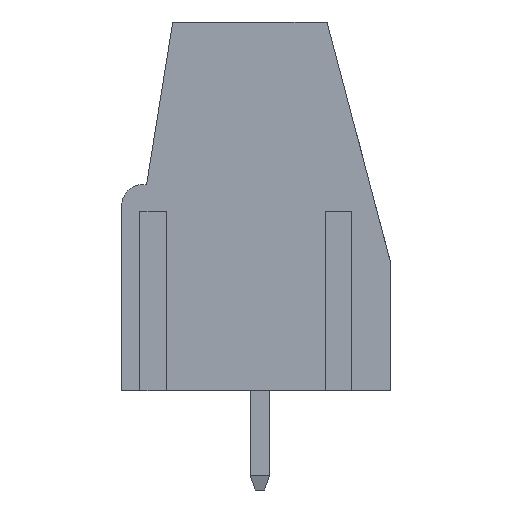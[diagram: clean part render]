
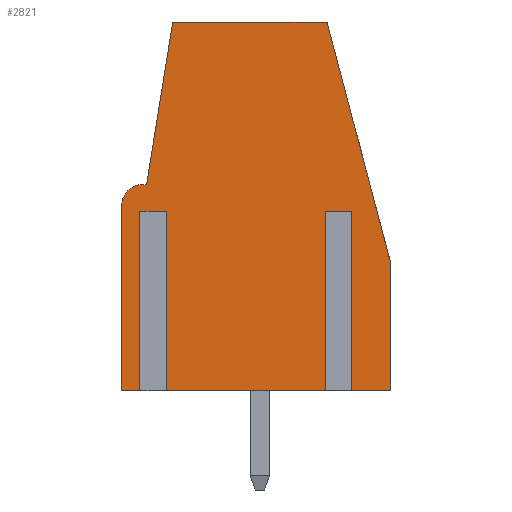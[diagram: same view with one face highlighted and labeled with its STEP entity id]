
A CAD part, left-side view. The second image highlights one B-rep face of the part: STEP entity #2821.
In plain terms, the highlighted planar face has unit normal (-1, 0, 0).
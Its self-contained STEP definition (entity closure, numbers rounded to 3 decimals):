
#15 = LINE ( 'NONE', #2804, #187 ) ;
#34 = EDGE_CURVE ( 'NONE', #2507, #1701, #859, .T. ) ;
#52 = DIRECTION ( 'NONE',  ( 0., 0., 1. ) ) ;
#57 = LINE ( 'NONE', #1666, #2323 ) ;
#122 = LINE ( 'NONE', #1120, #2355 ) ;
#123 = CARTESIAN_POINT ( 'NONE',  ( -7.54, -3.5, 6.9 ) ) ;
#130 = DIRECTION ( 'NONE',  ( 0., -1., 0. ) ) ;
#187 = VECTOR ( 'NONE', #1429, 1000. ) ;
#189 = LINE ( 'NONE', #374, #1997 ) ;
#205 = EDGE_LOOP ( 'NONE', ( #2640, #1686, #1369, #2223, #239, #638, #418, #437, #2586, #2708, #2871, #1263, #2022, #1727, #2524, #879 ) ) ;
#222 = CARTESIAN_POINT ( 'NONE',  ( -7.54, 3.6, 6.9 ) ) ;
#237 = VECTOR ( 'NONE', #714, 1000. ) ;
#239 = ORIENTED_EDGE ( 'NONE', *, *, #1476, .T. ) ;
#281 = CARTESIAN_POINT ( 'NONE',  ( -7.54, 4.347, 7.913 ) ) ;
#310 = CARTESIAN_POINT ( 'NONE',  ( -7.54, -5., 0. ) ) ;
#326 = DIRECTION ( 'NONE',  ( 0., 0., -1. ) ) ;
#348 = CARTESIAN_POINT ( 'NONE',  ( -7.54, -5., 4.978 ) ) ;
#351 = CARTESIAN_POINT ( 'NONE',  ( -7.54, -3.5, 0. ) ) ;
#374 = CARTESIAN_POINT ( 'NONE',  ( -7.54, -3.5, 0. ) ) ;
#398 = EDGE_CURVE ( 'NONE', #1787, #480, #57, .T. ) ;
#418 = ORIENTED_EDGE ( 'NONE', *, *, #2894, .T. ) ;
#437 = ORIENTED_EDGE ( 'NONE', *, *, #1984, .T. ) ;
#480 = VERTEX_POINT ( 'NONE', #2159 ) ;
#495 = VERTEX_POINT ( 'NONE', #123 ) ;
#502 = AXIS2_PLACEMENT_3D ( 'NONE', #2160, #2384, #1018 ) ;
#530 = CARTESIAN_POINT ( 'NONE',  ( -7.54, 4.6, 0. ) ) ;
#574 = DIRECTION ( 'NONE',  ( -1., 0., 0. ) ) ;
#577 = EDGE_CURVE ( 'NONE', #991, #2492, #2253, .T. ) ;
#638 = ORIENTED_EDGE ( 'NONE', *, *, #2010, .T. ) ;
#644 = DIRECTION ( 'NONE',  ( 0., 1., 0. ) ) ;
#647 = EDGE_CURVE ( 'NONE', #1154, #2507, #1438, .T. ) ;
#648 = CARTESIAN_POINT ( 'NONE',  ( -7.54, 4.6, 6.9 ) ) ;
#667 = VERTEX_POINT ( 'NONE', #2209 ) ;
#668 = CARTESIAN_POINT ( 'NONE',  ( -7.54, 3.6, 6.9 ) ) ;
#670 = CARTESIAN_POINT ( 'NONE',  ( -7.54, -2.576, 14.15 ) ) ;
#692 = LINE ( 'NONE', #648, #2066 ) ;
#714 = DIRECTION ( 'NONE',  ( 0., 0.159, -0.987 ) ) ;
#727 = VERTEX_POINT ( 'NONE', #222 ) ;
#734 = EDGE_CURVE ( 'NONE', #727, #1819, #1397, .T. ) ;
#736 = CARTESIAN_POINT ( 'NONE',  ( -7.54, 4.6, 6.9 ) ) ;
#744 = DIRECTION ( 'NONE',  ( 0., 1., 0. ) ) ;
#759 = EDGE_CURVE ( 'NONE', #667, #2034, #2859, .T. ) ;
#848 = CARTESIAN_POINT ( 'NONE',  ( -7.54, 4.347, 7.913 ) ) ;
#859 = LINE ( 'NONE', #2694, #237 ) ;
#879 = ORIENTED_EDGE ( 'NONE', *, *, #1385, .T. ) ;
#991 = VERTEX_POINT ( 'NONE', #1658 ) ;
#995 = VECTOR ( 'NONE', #326, 1000. ) ;
#1001 = LINE ( 'NONE', #1487, #2358 ) ;
#1008 = DIRECTION ( 'NONE',  ( 0., -1., 0. ) ) ;
#1018 = DIRECTION ( 'NONE',  ( 0., -1., 0. ) ) ;
#1040 = EDGE_CURVE ( 'NONE', #1701, #991, #2697, .T. ) ;
#1101 = DIRECTION ( 'NONE',  ( 0., 0.255, 0.967 ) ) ;
#1112 = DIRECTION ( 'NONE',  ( 0., 0., -1. ) ) ;
#1120 = CARTESIAN_POINT ( 'NONE',  ( -7.54, -5., 4.978 ) ) ;
#1154 = VERTEX_POINT ( 'NONE', #670 ) ;
#1162 = EDGE_CURVE ( 'NONE', #2007, #727, #692, .T. ) ;
#1166 = LINE ( 'NONE', #1424, #1835 ) ;
#1191 = CARTESIAN_POINT ( 'NONE',  ( -7.54, 3.346, 14.15 ) ) ;
#1246 = CARTESIAN_POINT ( 'NONE',  ( -7.54, 5.3, 7.113 ) ) ;
#1263 = ORIENTED_EDGE ( 'NONE', *, *, #1040, .T. ) ;
#1270 = VECTOR ( 'NONE', #644, 1000. ) ;
#1337 = LINE ( 'NONE', #1246, #995 ) ;
#1358 = DIRECTION ( 'NONE',  ( 0., -1., 0. ) ) ;
#1369 = ORIENTED_EDGE ( 'NONE', *, *, #2120, .T. ) ;
#1385 = EDGE_CURVE ( 'NONE', #2034, #2007, #15, .T. ) ;
#1397 = LINE ( 'NONE', #668, #2225 ) ;
#1424 = CARTESIAN_POINT ( 'NONE',  ( -7.54, -3.5, 6.9 ) ) ;
#1429 = DIRECTION ( 'NONE',  ( 0., 0., 1. ) ) ;
#1438 = LINE ( 'NONE', #1748, #1270 ) ;
#1476 = EDGE_CURVE ( 'NONE', #480, #495, #1001, .T. ) ;
#1487 = CARTESIAN_POINT ( 'NONE',  ( -7.54, -2.5, 6.9 ) ) ;
#1556 = CARTESIAN_POINT ( 'NONE',  ( -7.54, 3.6, 0. ) ) ;
#1615 = CARTESIAN_POINT ( 'NONE',  ( -7.54, 5.3, 7.113 ) ) ;
#1656 = VERTEX_POINT ( 'NONE', #2218 ) ;
#1658 = CARTESIAN_POINT ( 'NONE',  ( -7.54, 4.5, 7.913 ) ) ;
#1666 = CARTESIAN_POINT ( 'NONE',  ( -7.54, -2.5, 0. ) ) ;
#1686 = ORIENTED_EDGE ( 'NONE', *, *, #734, .T. ) ;
#1701 = VERTEX_POINT ( 'NONE', #848 ) ;
#1727 = ORIENTED_EDGE ( 'NONE', *, *, #2758, .T. ) ;
#1748 = CARTESIAN_POINT ( 'NONE',  ( -7.54, -2.576, 14.15 ) ) ;
#1758 = EDGE_CURVE ( 'NONE', #2803, #1154, #122, .T. ) ;
#1787 = VERTEX_POINT ( 'NONE', #2025 ) ;
#1792 = AXIS2_PLACEMENT_3D ( 'NONE', #2839, #574, #2154 ) ;
#1819 = VERTEX_POINT ( 'NONE', #1556 ) ;
#1835 = VECTOR ( 'NONE', #2570, 1000. ) ;
#1984 = EDGE_CURVE ( 'NONE', #1656, #2803, #2137, .T. ) ;
#1997 = VECTOR ( 'NONE', #2421, 1000. ) ;
#2007 = VERTEX_POINT ( 'NONE', #736 ) ;
#2010 = EDGE_CURVE ( 'NONE', #495, #2171, #1166, .T. ) ;
#2022 = ORIENTED_EDGE ( 'NONE', *, *, #577, .T. ) ;
#2025 = CARTESIAN_POINT ( 'NONE',  ( -7.54, -2.5, 0. ) ) ;
#2031 = VECTOR ( 'NONE', #744, 1000. ) ;
#2034 = VERTEX_POINT ( 'NONE', #530 ) ;
#2059 = VECTOR ( 'NONE', #130, 1000. ) ;
#2066 = VECTOR ( 'NONE', #2231, 1000. ) ;
#2120 = EDGE_CURVE ( 'NONE', #1819, #1787, #2626, .T. ) ;
#2137 = LINE ( 'NONE', #310, #2452 ) ;
#2154 = DIRECTION ( 'NONE',  ( 0., -1., 0. ) ) ;
#2159 = CARTESIAN_POINT ( 'NONE',  ( -7.54, -2.5, 6.9 ) ) ;
#2160 = CARTESIAN_POINT ( 'NONE',  ( -7.54, 4.5, 7.113 ) ) ;
#2171 = VERTEX_POINT ( 'NONE', #351 ) ;
#2209 = CARTESIAN_POINT ( 'NONE',  ( -7.54, 5.3, 0. ) ) ;
#2218 = CARTESIAN_POINT ( 'NONE',  ( -7.54, -5., 0. ) ) ;
#2223 = ORIENTED_EDGE ( 'NONE', *, *, #398, .T. ) ;
#2225 = VECTOR ( 'NONE', #1112, 1000. ) ;
#2231 = DIRECTION ( 'NONE',  ( 0., -1., 0. ) ) ;
#2253 = CIRCLE ( 'NONE', #1792, 0.8 ) ;
#2323 = VECTOR ( 'NONE', #2842, 1000. ) ;
#2355 = VECTOR ( 'NONE', #1101, 1000. ) ;
#2358 = VECTOR ( 'NONE', #1008, 1000. ) ;
#2361 = PLANE ( 'NONE',  #502 ) ;
#2384 = DIRECTION ( 'NONE',  ( -1., 0., 0. ) ) ;
#2421 = DIRECTION ( 'NONE',  ( 0., -1., 0. ) ) ;
#2452 = VECTOR ( 'NONE', #52, 1000. ) ;
#2458 = FACE_OUTER_BOUND ( 'NONE', #205, .T. ) ;
#2480 = CARTESIAN_POINT ( 'NONE',  ( -7.54, 5.3, 0. ) ) ;
#2492 = VERTEX_POINT ( 'NONE', #1615 ) ;
#2507 = VERTEX_POINT ( 'NONE', #1191 ) ;
#2524 = ORIENTED_EDGE ( 'NONE', *, *, #759, .T. ) ;
#2570 = DIRECTION ( 'NONE',  ( 0., 0., -1. ) ) ;
#2586 = ORIENTED_EDGE ( 'NONE', *, *, #1758, .T. ) ;
#2590 = CARTESIAN_POINT ( 'NONE',  ( -7.54, 3.6, 0. ) ) ;
#2626 = LINE ( 'NONE', #2590, #2059 ) ;
#2640 = ORIENTED_EDGE ( 'NONE', *, *, #1162, .T. ) ;
#2694 = CARTESIAN_POINT ( 'NONE',  ( -7.54, 3.346, 14.15 ) ) ;
#2697 = LINE ( 'NONE', #281, #2031 ) ;
#2707 = VECTOR ( 'NONE', #1358, 1000. ) ;
#2708 = ORIENTED_EDGE ( 'NONE', *, *, #647, .T. ) ;
#2758 = EDGE_CURVE ( 'NONE', #2492, #667, #1337, .T. ) ;
#2803 = VERTEX_POINT ( 'NONE', #348 ) ;
#2804 = CARTESIAN_POINT ( 'NONE',  ( -7.54, 4.6, 0. ) ) ;
#2821 = ADVANCED_FACE ( 'NONE', ( #2458 ), #2361, .T. ) ;
#2839 = CARTESIAN_POINT ( 'NONE',  ( -7.54, 4.5, 7.113 ) ) ;
#2842 = DIRECTION ( 'NONE',  ( 0., 0., 1. ) ) ;
#2859 = LINE ( 'NONE', #2480, #2707 ) ;
#2871 = ORIENTED_EDGE ( 'NONE', *, *, #34, .T. ) ;
#2894 = EDGE_CURVE ( 'NONE', #2171, #1656, #189, .T. ) ;
